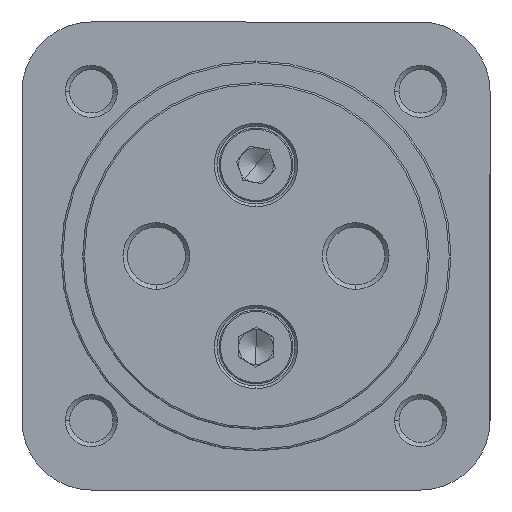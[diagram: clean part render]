
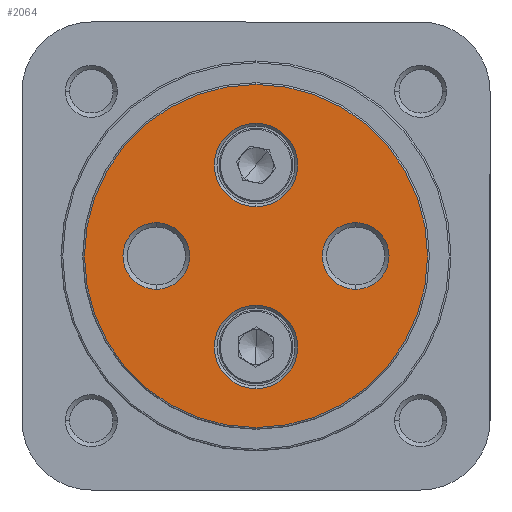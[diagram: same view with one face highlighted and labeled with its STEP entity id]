
A CAD part, left-side view. The second image highlights one B-rep face of the part: STEP entity #2064.
In plain terms, the highlighted planar face has unit normal (-1, 0, 0).
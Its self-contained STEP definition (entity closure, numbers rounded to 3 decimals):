
#180 = VERTEX_POINT ( 'NONE', #8529 ) ;
#234 = VERTEX_POINT ( 'NONE', #8308 ) ;
#235 = VERTEX_POINT ( 'NONE', #8398 ) ;
#240 = VERTEX_POINT ( 'NONE', #8489 ) ;
#246 = VERTEX_POINT ( 'NONE', #8445 ) ;
#247 = VERTEX_POINT ( 'NONE', #8403 ) ;
#252 = VERTEX_POINT ( 'NONE', #8305 ) ;
#308 = VERTEX_POINT ( 'NONE', #8357 ) ;
#313 = VERTEX_POINT ( 'NONE', #8504 ) ;
#351 = VERTEX_POINT ( 'NONE', #8368 ) ;
#1350 = CARTESIAN_POINT ( 'NONE',  ( 0., 0., 0. ) ) ;
#1359 = PLANE ( 'NONE',  #3818 ) ;
#1362 = DIRECTION ( 'NONE',  ( 1., 0., 0. ) ) ;
#1363 = DIRECTION ( 'NONE',  ( 0., 0., -1. ) ) ;
#2064 = ADVANCED_FACE ( 'NONE', ( #4240, #4246, #4248, #4250, #4236 ), #1359, .F. ) ;
#2182 = EDGE_LOOP ( 'NONE', ( #8281, #8267 ) ) ;
#2274 = EDGE_LOOP ( 'NONE', ( #8266, #8273 ) ) ;
#2388 = EDGE_LOOP ( 'NONE', ( #8275, #8262 ) ) ;
#2394 = EDGE_LOOP ( 'NONE', ( #8259, #8280 ) ) ;
#2414 = EDGE_LOOP ( 'NONE', ( #8254, #8285 ) ) ;
#2460 = AXIS2_PLACEMENT_3D ( 'NONE', #6142, #6143, #6144 ) ;
#2471 = AXIS2_PLACEMENT_3D ( 'NONE', #6168, #6174, #6175 ) ;
#2472 = AXIS2_PLACEMENT_3D ( 'NONE', #6185, #6186, #6187 ) ;
#2478 = AXIS2_PLACEMENT_3D ( 'NONE', #6188, #6202, #6203 ) ;
#2484 = AXIS2_PLACEMENT_3D ( 'NONE', #6216, #6224, #6225 ) ;
#2500 = AXIS2_PLACEMENT_3D ( 'NONE', #2621, #2622, #2623 ) ;
#2501 = AXIS2_PLACEMENT_3D ( 'NONE', #2615, #2616, #2617 ) ;
#2516 = AXIS2_PLACEMENT_3D ( 'NONE', #2703, #2709, #2710 ) ;
#2615 = CARTESIAN_POINT ( 'NONE',  ( 0., 11.5, 0. ) ) ;
#2616 = DIRECTION ( 'NONE',  ( 1., 0., 0. ) ) ;
#2617 = DIRECTION ( 'NONE',  ( 0., 0., -1. ) ) ;
#2621 = CARTESIAN_POINT ( 'NONE',  ( 0., -11.5, 0. ) ) ;
#2622 = DIRECTION ( 'NONE',  ( 1., 0., 0. ) ) ;
#2623 = DIRECTION ( 'NONE',  ( 0., 0., -1. ) ) ;
#2703 = CARTESIAN_POINT ( 'NONE',  ( 0., -11.5, 0. ) ) ;
#2709 = DIRECTION ( 'NONE',  ( 1., 0., 0. ) ) ;
#2710 = DIRECTION ( 'NONE',  ( 0., 0., -1. ) ) ;
#3286 = EDGE_CURVE ( 'NONE', #235, #247, #4995, .T. ) ;
#3401 = EDGE_CURVE ( 'NONE', #234, #252, #6351, .T. ) ;
#3448 = EDGE_CURVE ( 'NONE', #240, #351, #6422, .T. ) ;
#3460 = EDGE_CURVE ( 'NONE', #252, #234, #6439, .T. ) ;
#3465 = EDGE_CURVE ( 'NONE', #247, #235, #6444, .T. ) ;
#3470 = EDGE_CURVE ( 'NONE', #351, #240, #6450, .T. ) ;
#3478 = EDGE_CURVE ( 'NONE', #246, #313, #6458, .T. ) ;
#3507 = EDGE_CURVE ( 'NONE', #313, #246, #6502, .T. ) ;
#3509 = EDGE_CURVE ( 'NONE', #308, #180, #6505, .T. ) ;
#3546 = EDGE_CURVE ( 'NONE', #180, #308, #6565, .T. ) ;
#3818 = AXIS2_PLACEMENT_3D ( 'NONE', #1350, #1362, #1363 ) ;
#4024 = AXIS2_PLACEMENT_3D ( 'NONE', #5754, #5756, #5757 ) ;
#4063 = AXIS2_PLACEMENT_3D ( 'NONE', #6015, #6026, #6027 ) ;
#4236 = FACE_BOUND ( 'NONE', #2388, .T. ) ;
#4240 = FACE_OUTER_BOUND ( 'NONE', #2182, .T. ) ;
#4246 = FACE_BOUND ( 'NONE', #2414, .T. ) ;
#4248 = FACE_BOUND ( 'NONE', #2274, .T. ) ;
#4250 = FACE_BOUND ( 'NONE', #2394, .T. ) ;
#4995 = CIRCLE ( 'NONE', #4024, 19.8 ) ;
#5754 = CARTESIAN_POINT ( 'NONE',  ( 0., 0., 0. ) ) ;
#5756 = DIRECTION ( 'NONE',  ( -1., 0., 0. ) ) ;
#5757 = DIRECTION ( 'NONE',  ( 0., 0., -1. ) ) ;
#6015 = CARTESIAN_POINT ( 'NONE',  ( 0., 0., -10.5 ) ) ;
#6026 = DIRECTION ( 'NONE',  ( 1., 0., 0. ) ) ;
#6027 = DIRECTION ( 'NONE',  ( 0., 0., -1. ) ) ;
#6142 = CARTESIAN_POINT ( 'NONE',  ( 0., 0., 10.5 ) ) ;
#6143 = DIRECTION ( 'NONE',  ( 1., 0., 0. ) ) ;
#6144 = DIRECTION ( 'NONE',  ( 0., 0., -1. ) ) ;
#6168 = CARTESIAN_POINT ( 'NONE',  ( 0., 0., -10.5 ) ) ;
#6174 = DIRECTION ( 'NONE',  ( 1., 0., 0. ) ) ;
#6175 = DIRECTION ( 'NONE',  ( 0., 0., -1. ) ) ;
#6185 = CARTESIAN_POINT ( 'NONE',  ( 0., 0., 0. ) ) ;
#6186 = DIRECTION ( 'NONE',  ( -1., 0., 0. ) ) ;
#6187 = DIRECTION ( 'NONE',  ( 0., 0., -1. ) ) ;
#6188 = CARTESIAN_POINT ( 'NONE',  ( 0., 0., 10.5 ) ) ;
#6202 = DIRECTION ( 'NONE',  ( 1., 0., 0. ) ) ;
#6203 = DIRECTION ( 'NONE',  ( 0., 0., -1. ) ) ;
#6216 = CARTESIAN_POINT ( 'NONE',  ( 0., 11.5, 0. ) ) ;
#6224 = DIRECTION ( 'NONE',  ( 1., 0., 0. ) ) ;
#6225 = DIRECTION ( 'NONE',  ( 0., 0., -1. ) ) ;
#6351 = CIRCLE ( 'NONE', #4063, 4.8 ) ;
#6422 = CIRCLE ( 'NONE', #2460, 4.8 ) ;
#6439 = CIRCLE ( 'NONE', #2471, 4.8 ) ;
#6444 = CIRCLE ( 'NONE', #2472, 19.8 ) ;
#6450 = CIRCLE ( 'NONE', #2478, 4.8 ) ;
#6458 = CIRCLE ( 'NONE', #2484, 3.85 ) ;
#6502 = CIRCLE ( 'NONE', #2501, 3.85 ) ;
#6505 = CIRCLE ( 'NONE', #2500, 3.85 ) ;
#6565 = CIRCLE ( 'NONE', #2516, 3.85 ) ;
#8254 = ORIENTED_EDGE ( 'NONE', *, *, #3401, .T. ) ;
#8259 = ORIENTED_EDGE ( 'NONE', *, *, #3509, .T. ) ;
#8262 = ORIENTED_EDGE ( 'NONE', *, *, #3478, .T. ) ;
#8266 = ORIENTED_EDGE ( 'NONE', *, *, #3448, .T. ) ;
#8267 = ORIENTED_EDGE ( 'NONE', *, *, #3286, .T. ) ;
#8273 = ORIENTED_EDGE ( 'NONE', *, *, #3470, .T. ) ;
#8275 = ORIENTED_EDGE ( 'NONE', *, *, #3507, .T. ) ;
#8280 = ORIENTED_EDGE ( 'NONE', *, *, #3546, .T. ) ;
#8281 = ORIENTED_EDGE ( 'NONE', *, *, #3465, .T. ) ;
#8285 = ORIENTED_EDGE ( 'NONE', *, *, #3460, .T. ) ;
#8305 = CARTESIAN_POINT ( 'NONE',  ( 0., 0., -15.3 ) ) ;
#8308 = CARTESIAN_POINT ( 'NONE',  ( 0., 0., -5.7 ) ) ;
#8357 = CARTESIAN_POINT ( 'NONE',  ( 0., -11.5, 3.85 ) ) ;
#8368 = CARTESIAN_POINT ( 'NONE',  ( 0., 0., 5.7 ) ) ;
#8398 = CARTESIAN_POINT ( 'NONE',  ( 0., 0., 19.8 ) ) ;
#8403 = CARTESIAN_POINT ( 'NONE',  ( 0., 0., -19.8 ) ) ;
#8445 = CARTESIAN_POINT ( 'NONE',  ( 0., 11.5, -3.85 ) ) ;
#8489 = CARTESIAN_POINT ( 'NONE',  ( 0., 0., 15.3 ) ) ;
#8504 = CARTESIAN_POINT ( 'NONE',  ( 0., 11.5, 3.85 ) ) ;
#8529 = CARTESIAN_POINT ( 'NONE',  ( 0., -11.5, -3.85 ) ) ;
